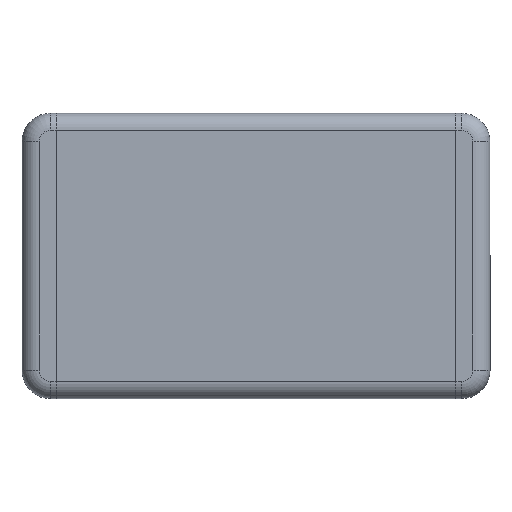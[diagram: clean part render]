
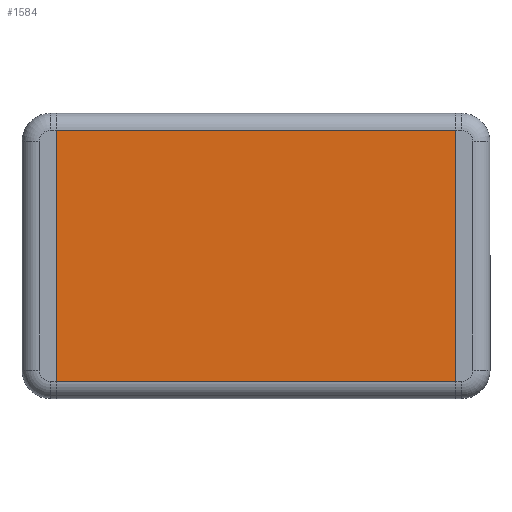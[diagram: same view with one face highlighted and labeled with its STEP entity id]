
A CAD part, top view. The second image highlights one B-rep face of the part: STEP entity #1584.
In plain terms, the highlighted planar face has unit normal (0, 0, 1).
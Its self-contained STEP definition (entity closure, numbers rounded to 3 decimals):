
#20 = CARTESIAN_POINT ( 'NONE',  ( 0., 0., 2.03 ) ) ;
#69 = CARTESIAN_POINT ( 'NONE',  ( 3.5, 2.2, 2.03 ) ) ;
#112 = VERTEX_POINT ( 'NONE', #69 ) ;
#244 = DIRECTION ( 'NONE',  ( -1., 0., 0. ) ) ;
#287 = DIRECTION ( 'NONE',  ( -1., 0., 0. ) ) ;
#290 = PLANE ( 'NONE',  #564 ) ;
#311 = CARTESIAN_POINT ( 'NONE',  ( 3.5, -2.2, 2.03 ) ) ;
#363 = ORIENTED_EDGE ( 'NONE', *, *, #1290, .T. ) ;
#370 = CARTESIAN_POINT ( 'NONE',  ( 0., -2.2, 2.03 ) ) ;
#390 = LINE ( 'NONE', #370, #636 ) ;
#400 = DIRECTION ( 'NONE',  ( 0., 0., -1. ) ) ;
#466 = VERTEX_POINT ( 'NONE', #632 ) ;
#491 = LINE ( 'NONE', #1165, #1604 ) ;
#519 = FACE_OUTER_BOUND ( 'NONE', #1463, .T. ) ;
#564 = AXIS2_PLACEMENT_3D ( 'NONE', #20, #400, #287 ) ;
#609 = CARTESIAN_POINT ( 'NONE',  ( 0., 2.2, 2.03 ) ) ;
#632 = CARTESIAN_POINT ( 'NONE',  ( -3.5, -2.2, 2.03 ) ) ;
#636 = VECTOR ( 'NONE', #1002, 1000. ) ;
#776 = VERTEX_POINT ( 'NONE', #311 ) ;
#790 = DIRECTION ( 'NONE',  ( 0., -1., 0. ) ) ;
#860 = VECTOR ( 'NONE', #244, 1000. ) ;
#861 = ORIENTED_EDGE ( 'NONE', *, *, #1227, .T. ) ;
#902 = VECTOR ( 'NONE', #1455, 1000. ) ;
#938 = VERTEX_POINT ( 'NONE', #1132 ) ;
#970 = EDGE_CURVE ( 'NONE', #938, #466, #491, .T. ) ;
#1002 = DIRECTION ( 'NONE',  ( 1., 0., 0. ) ) ;
#1132 = CARTESIAN_POINT ( 'NONE',  ( -3.5, 2.2, 2.03 ) ) ;
#1165 = CARTESIAN_POINT ( 'NONE',  ( -3.5, -2.5, 2.03 ) ) ;
#1176 = LINE ( 'NONE', #1226, #902 ) ;
#1194 = LINE ( 'NONE', #609, #860 ) ;
#1226 = CARTESIAN_POINT ( 'NONE',  ( 3.5, -2.5, 2.03 ) ) ;
#1227 = EDGE_CURVE ( 'NONE', #776, #112, #1176, .T. ) ;
#1230 = ORIENTED_EDGE ( 'NONE', *, *, #1392, .T. ) ;
#1290 = EDGE_CURVE ( 'NONE', #112, #938, #1194, .T. ) ;
#1324 = ORIENTED_EDGE ( 'NONE', *, *, #970, .T. ) ;
#1392 = EDGE_CURVE ( 'NONE', #466, #776, #390, .T. ) ;
#1455 = DIRECTION ( 'NONE',  ( 0., 1., 0. ) ) ;
#1463 = EDGE_LOOP ( 'NONE', ( #1324, #1230, #861, #363 ) ) ;
#1584 = ADVANCED_FACE ( 'NONE', ( #519 ), #290, .F. ) ;
#1604 = VECTOR ( 'NONE', #790, 1000. ) ;
